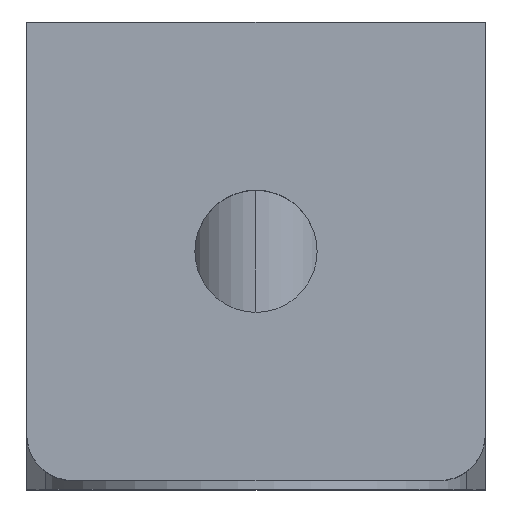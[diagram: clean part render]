
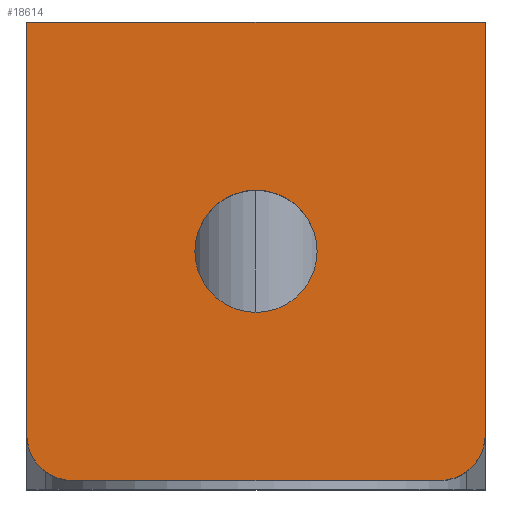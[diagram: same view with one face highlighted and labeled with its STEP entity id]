
A CAD part, top view. The second image highlights one B-rep face of the part: STEP entity #18614.
In plain terms, the highlighted face is planar.
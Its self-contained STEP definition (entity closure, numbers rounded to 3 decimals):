
#58 = CARTESIAN_POINT ( 'NONE',  ( -12., 15., 0. ) ) ;
#164 = CARTESIAN_POINT ( 'NONE',  ( 15., -15., 0. ) ) ;
#629 = EDGE_CURVE ( 'NONE', #14451, #14273, #11408, .T. ) ;
#1228 = DIRECTION ( 'NONE',  ( 1., 0., 0. ) ) ;
#1633 = VECTOR ( 'NONE', #3908, 1000. ) ;
#1762 = AXIS2_PLACEMENT_3D ( 'NONE', #19475, #9645, #21107 ) ;
#1786 = VERTEX_POINT ( 'NONE', #58 ) ;
#1811 = DIRECTION ( 'NONE',  ( -1., 0., 0. ) ) ;
#1949 = CARTESIAN_POINT ( 'NONE',  ( 15., 12., 0. ) ) ;
#2280 = CARTESIAN_POINT ( 'NONE',  ( 15., 0., 0. ) ) ;
#2859 = LINE ( 'NONE', #14259, #15354 ) ;
#3908 = DIRECTION ( 'NONE',  ( 0., -1., 0. ) ) ;
#3997 = EDGE_CURVE ( 'NONE', #11887, #12669, #15951, .T. ) ;
#4120 = VERTEX_POINT ( 'NONE', #20551 ) ;
#4256 = CARTESIAN_POINT ( 'NONE',  ( 12., 15., 0. ) ) ;
#4298 = CARTESIAN_POINT ( 'NONE',  ( -15., 12., 0. ) ) ;
#4330 = LINE ( 'NONE', #19606, #20185 ) ;
#5869 = ORIENTED_EDGE ( 'NONE', *, *, #10706, .F. ) ;
#6556 = EDGE_LOOP ( 'NONE', ( #17617, #8989 ) ) ;
#6921 = CARTESIAN_POINT ( 'NONE',  ( 0., 4., 0. ) ) ;
#8061 = DIRECTION ( 'NONE',  ( 0., 0., 1. ) ) ;
#8340 = CARTESIAN_POINT ( 'NONE',  ( 15., -15., 0. ) ) ;
#8570 = DIRECTION ( 'NONE',  ( 0., 0., -1. ) ) ;
#8782 = EDGE_CURVE ( 'NONE', #12669, #11887, #21190, .T. ) ;
#8946 = ORIENTED_EDGE ( 'NONE', *, *, #20053, .T. ) ;
#8989 = ORIENTED_EDGE ( 'NONE', *, *, #8782, .T. ) ;
#9093 = ORIENTED_EDGE ( 'NONE', *, *, #21141, .T. ) ;
#9533 = DIRECTION ( 'NONE',  ( 0., 0., 1. ) ) ;
#9620 = AXIS2_PLACEMENT_3D ( 'NONE', #18378, #8570, #20038 ) ;
#9645 = DIRECTION ( 'NONE',  ( 0., 0., 1. ) ) ;
#9872 = ORIENTED_EDGE ( 'NONE', *, *, #629, .T. ) ;
#10548 = ORIENTED_EDGE ( 'NONE', *, *, #10572, .F. ) ;
#10572 = EDGE_CURVE ( 'NONE', #11591, #4120, #14665, .T. ) ;
#10706 = EDGE_CURVE ( 'NONE', #4120, #18104, #4330, .T. ) ;
#11023 = ORIENTED_EDGE ( 'NONE', *, *, #15102, .F. ) ;
#11388 = AXIS2_PLACEMENT_3D ( 'NONE', #17847, #8061, #19520 ) ;
#11408 = CIRCLE ( 'NONE', #9620, 3. ) ;
#11525 = DIRECTION ( 'NONE',  ( 0., 0., -1. ) ) ;
#11556 = FACE_BOUND ( 'NONE', #6556, .T. ) ;
#11591 = VERTEX_POINT ( 'NONE', #4298 ) ;
#11887 = VERTEX_POINT ( 'NONE', #20434 ) ;
#12031 = AXIS2_PLACEMENT_3D ( 'NONE', #164, #11525, #1811 ) ;
#12669 = VERTEX_POINT ( 'NONE', #6921 ) ;
#14259 = CARTESIAN_POINT ( 'NONE',  ( 0., 15., 0. ) ) ;
#14273 = VERTEX_POINT ( 'NONE', #1949 ) ;
#14451 = VERTEX_POINT ( 'NONE', #4256 ) ;
#14665 = B_SPLINE_CURVE_WITH_KNOTS ( 'NONE', 1,
 ( #19255, #20893 ),
 .UNSPECIFIED., .F., .F.,
 ( 2, 2 ),
 ( 0., 1. ),
 .UNSPECIFIED. ) ;
#14752 = PLANE ( 'NONE',  #12031 ) ;
#15102 = EDGE_CURVE ( 'NONE', #1786, #11591, #19078, .T. ) ;
#15354 = VECTOR ( 'NONE', #1228, 1000. ) ;
#15951 = CIRCLE ( 'NONE', #1762, 4. ) ;
#16380 = DIRECTION ( 'NONE',  ( 1., 0., 0. ) ) ;
#17488 = AXIS2_PLACEMENT_3D ( 'NONE', #19345, #9533, #21004 ) ;
#17617 = ORIENTED_EDGE ( 'NONE', *, *, #3997, .T. ) ;
#17847 = CARTESIAN_POINT ( 'NONE',  ( 0., 0., 0. ) ) ;
#18104 = VERTEX_POINT ( 'NONE', #8340 ) ;
#18360 = EDGE_LOOP ( 'NONE', ( #8946, #5869, #10548, #11023, #9093, #9872 ) ) ;
#18378 = CARTESIAN_POINT ( 'NONE',  ( 12., 12., 0. ) ) ;
#18456 = LINE ( 'NONE', #2280, #1633 ) ;
#18614 = ADVANCED_FACE ( 'NONE', ( #11556, #19789 ), #14752, .T. ) ;
#19078 = CIRCLE ( 'NONE', #17488, 3. ) ;
#19255 = CARTESIAN_POINT ( 'NONE',  ( -15., 12., 0. ) ) ;
#19345 = CARTESIAN_POINT ( 'NONE',  ( -12., 12., 0. ) ) ;
#19475 = CARTESIAN_POINT ( 'NONE',  ( 0., 0., 0. ) ) ;
#19520 = DIRECTION ( 'NONE',  ( 0., -1., 0. ) ) ;
#19606 = CARTESIAN_POINT ( 'NONE',  ( 0., -15., 0. ) ) ;
#19789 = FACE_OUTER_BOUND ( 'NONE', #18360, .T. ) ;
#20038 = DIRECTION ( 'NONE',  ( -1., 0., 0. ) ) ;
#20053 = EDGE_CURVE ( 'NONE', #14273, #18104, #18456, .T. ) ;
#20185 = VECTOR ( 'NONE', #16380, 1000. ) ;
#20434 = CARTESIAN_POINT ( 'NONE',  ( 0., -4., 0. ) ) ;
#20551 = CARTESIAN_POINT ( 'NONE',  ( -15., -15., 0. ) ) ;
#20893 = CARTESIAN_POINT ( 'NONE',  ( -15., -15., 0. ) ) ;
#21004 = DIRECTION ( 'NONE',  ( -1., 0., 0. ) ) ;
#21107 = DIRECTION ( 'NONE',  ( 0., -1., 0. ) ) ;
#21141 = EDGE_CURVE ( 'NONE', #1786, #14451, #2859, .T. ) ;
#21190 = CIRCLE ( 'NONE', #11388, 4. ) ;
